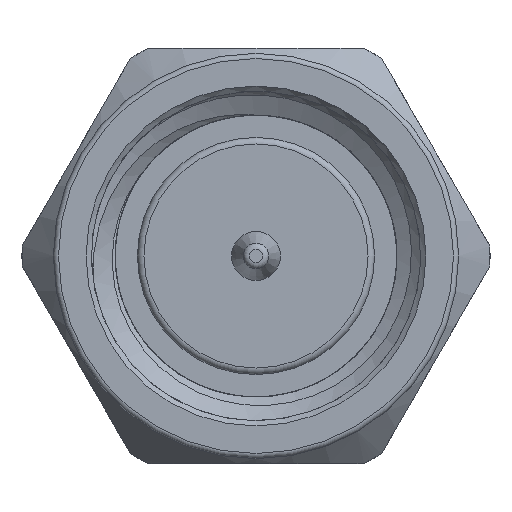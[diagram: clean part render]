
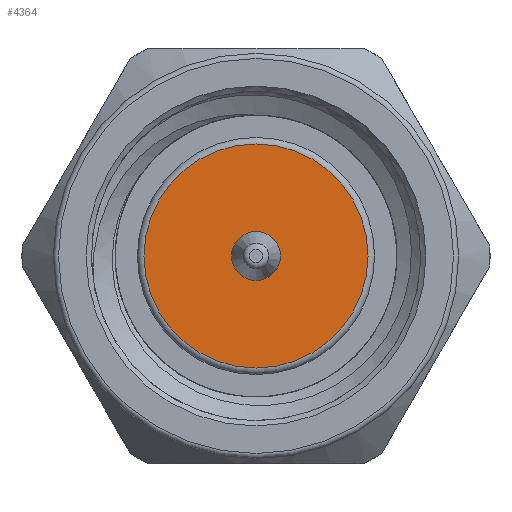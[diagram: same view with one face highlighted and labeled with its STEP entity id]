
A CAD part, left-side view. The second image highlights one B-rep face of the part: STEP entity #4364.
In plain terms, the highlighted planar face has unit normal (-1, 0, 0).
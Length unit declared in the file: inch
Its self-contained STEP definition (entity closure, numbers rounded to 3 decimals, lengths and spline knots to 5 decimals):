
#586 = ORIENTED_EDGE ( 'NONE', *, *, #12192, .T. ) ;
#820 = DIRECTION ( 'NONE',  ( -1., 0., 0. ) ) ;
#1072 = EDGE_LOOP ( 'NONE', ( #9664 ) ) ;
#1449 = CARTESIAN_POINT ( 'NONE',  ( 0.11, 0.125, 0. ) ) ;
#2257 = AXIS2_PLACEMENT_3D ( 'NONE', #14318, #2931, #2883 ) ;
#2412 = FACE_OUTER_BOUND ( 'NONE', #12967, .T. ) ;
#2883 = DIRECTION ( 'NONE',  ( 0., 0., -1. ) ) ;
#2916 = VERTEX_POINT ( 'NONE', #3643 ) ;
#2931 = DIRECTION ( 'NONE',  ( -1., 0., 0. ) ) ;
#3643 = CARTESIAN_POINT ( 'NONE',  ( 0.11, 0., -0.085 ) ) ;
#4185 = CIRCLE ( 'NONE', #13104, 0.0185 ) ;
#4364 = ADVANCED_FACE ( 'NONE', ( #2412, #14069 ), #5867, .F. ) ;
#4718 = CARTESIAN_POINT ( 'NONE',  ( 0.11, 0., -0.0185 ) ) ;
#4829 = DIRECTION ( 'NONE',  ( 1., 0., 0. ) ) ;
#5867 = PLANE ( 'NONE',  #6525 ) ;
#5906 = VERTEX_POINT ( 'NONE', #4718 ) ;
#5968 = DIRECTION ( 'NONE',  ( 0., 0., -1. ) ) ;
#6525 = AXIS2_PLACEMENT_3D ( 'NONE', #1449, #4829, #5968 ) ;
#7179 = CIRCLE ( 'NONE', #2257, 0.085 ) ;
#9664 = ORIENTED_EDGE ( 'NONE', *, *, #9998, .F. ) ;
#9998 = EDGE_CURVE ( 'NONE', #5906, #5906, #4185, .T. ) ;
#12192 = EDGE_CURVE ( 'NONE', #2916, #2916, #7179, .T. ) ;
#12228 = CARTESIAN_POINT ( 'NONE',  ( 0.11, 0., 0. ) ) ;
#12967 = EDGE_LOOP ( 'NONE', ( #586 ) ) ;
#13104 = AXIS2_PLACEMENT_3D ( 'NONE', #12228, #820, #14236 ) ;
#14069 = FACE_BOUND ( 'NONE', #1072, .T. ) ;
#14236 = DIRECTION ( 'NONE',  ( 0., 0., -1. ) ) ;
#14318 = CARTESIAN_POINT ( 'NONE',  ( 0.11, 0., 0. ) ) ;
